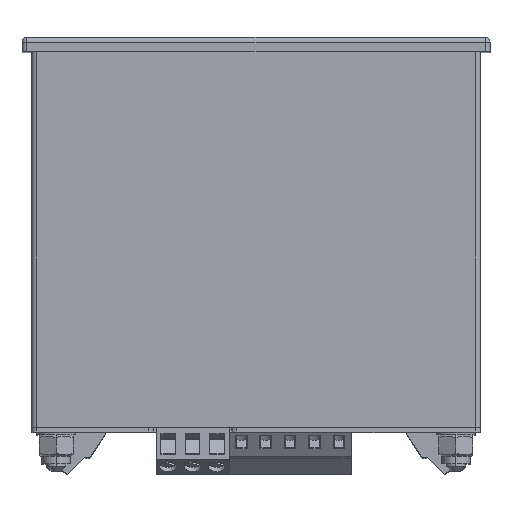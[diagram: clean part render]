
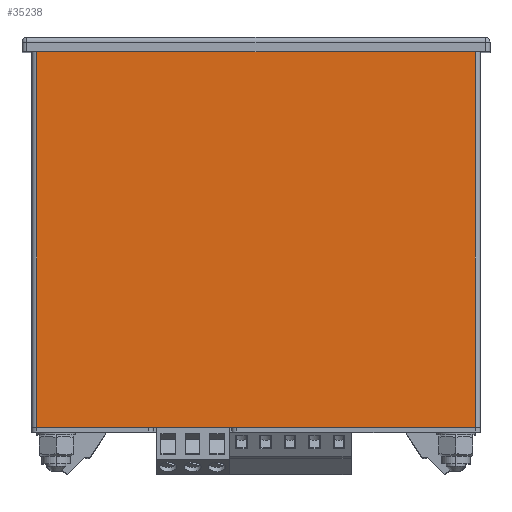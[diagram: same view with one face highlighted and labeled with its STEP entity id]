
A CAD part, top view. The second image highlights one B-rep face of the part: STEP entity #35238.
In plain terms, the highlighted planar face has unit normal (0, 0, 1).
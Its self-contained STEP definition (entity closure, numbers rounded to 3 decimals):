
#35121=CARTESIAN_POINT('',(45.,0.,46.));
#35122=VERTEX_POINT('',#35121);
#35123=CARTESIAN_POINT('',(-45.,0.,46.));
#35124=VERTEX_POINT('',#35123);
#35125=CARTESIAN_POINT('',(45.,0.,46.));
#35126=DIRECTION('',(-1.,0.,0.));
#35127=VECTOR('',#35126,90.);
#35128=LINE('',#35125,#35127);
#35129=EDGE_CURVE('',#35122,#35124,#35128,.T.);
#35208=CARTESIAN_POINT('',(46.,-77.,46.));
#35209=DIRECTION('',(0.,0.,-1.));
#35210=DIRECTION('',(-1.,0.,0.));
#35211=AXIS2_PLACEMENT_3D('',#35208,#35209,#35210);
#35212=PLANE('',#35211);
#35213=CARTESIAN_POINT('',(45.,-77.,46.));
#35214=VERTEX_POINT('',#35213);
#35215=CARTESIAN_POINT('',(-45.,-77.,46.));
#35216=VERTEX_POINT('',#35215);
#35217=CARTESIAN_POINT('',(45.,-77.,46.));
#35218=DIRECTION('',(-1.,0.,0.));
#35219=VECTOR('',#35218,90.);
#35220=LINE('',#35217,#35219);
#35221=EDGE_CURVE('',#35214,#35216,#35220,.T.);
#35222=ORIENTED_EDGE('',*,*,#35221,.F.);
#35223=CARTESIAN_POINT('',(45.,-77.,46.));
#35224=DIRECTION('',(0.,1.,0.));
#35225=VECTOR('',#35224,77.);
#35226=LINE('',#35223,#35225);
#35227=EDGE_CURVE('',#35214,#35122,#35226,.T.);
#35228=ORIENTED_EDGE('',*,*,#35227,.T.);
#35229=ORIENTED_EDGE('',*,*,#35129,.T.);
#35230=CARTESIAN_POINT('',(-45.,0.,46.));
#35231=DIRECTION('',(-0.,-1.,-0.));
#35232=VECTOR('',#35231,77.);
#35233=LINE('',#35230,#35232);
#35234=EDGE_CURVE('',#35124,#35216,#35233,.T.);
#35235=ORIENTED_EDGE('',*,*,#35234,.T.);
#35236=EDGE_LOOP('',(#35222,#35228,#35229,#35235));
#35237=FACE_BOUND('',#35236,.T.);
#35238=ADVANCED_FACE('',(#35237),#35212,.F.);
